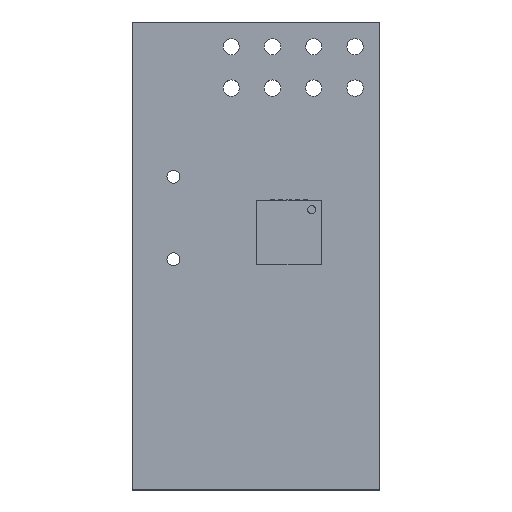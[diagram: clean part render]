
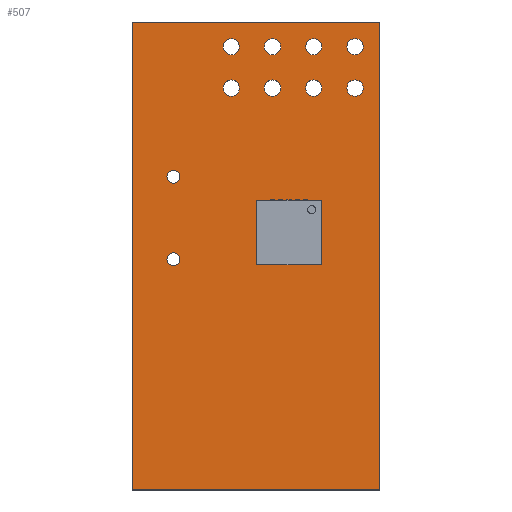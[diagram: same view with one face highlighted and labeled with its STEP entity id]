
A CAD part, top view. The second image highlights one B-rep face of the part: STEP entity #507.
In plain terms, the highlighted planar face has unit normal (0, 0, 1).
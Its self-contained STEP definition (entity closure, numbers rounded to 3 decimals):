
#58 = VERTEX_POINT('',#59);
#59 = CARTESIAN_POINT('',(119.634,-103.353,0.));
#76 = VERTEX_POINT('',#77);
#77 = CARTESIAN_POINT('',(119.634,-74.549,0.));
#83 = EDGE_CURVE('',#58,#76,#84,.T.);
#84 = LINE('',#85,#86);
#85 = CARTESIAN_POINT('',(119.634,-103.353,0.));
#86 = VECTOR('',#87,1.);
#87 = DIRECTION('',(0.,1.,0.));
#98 = VERTEX_POINT('',#99);
#99 = CARTESIAN_POINT('',(134.874,-103.353,0.));
#114 = EDGE_CURVE('',#98,#58,#115,.T.);
#115 = LINE('',#116,#117);
#116 = CARTESIAN_POINT('',(134.874,-103.353,0.));
#117 = VECTOR('',#118,1.);
#118 = DIRECTION('',(-1.,0.,0.));
#138 = VERTEX_POINT('',#139);
#139 = CARTESIAN_POINT('',(134.874,-74.549,0.));
#145 = EDGE_CURVE('',#76,#138,#146,.T.);
#146 = LINE('',#147,#148);
#147 = CARTESIAN_POINT('',(119.634,-74.549,0.));
#148 = VECTOR('',#149,1.);
#149 = DIRECTION('',(1.,0.,0.));
#167 = EDGE_CURVE('',#138,#98,#168,.T.);
#168 = LINE('',#169,#170);
#169 = CARTESIAN_POINT('',(134.874,-74.549,0.));
#170 = VECTOR('',#171,1.);
#171 = DIRECTION('',(0.,-1.,0.));
#182 = VERTEX_POINT('',#183);
#183 = CARTESIAN_POINT('',(126.23,-78.613,0.));
#199 = EDGE_CURVE('',#182,#182,#200,.T.);
#200 = CIRCLE('',#201,0.5);
#201 = AXIS2_PLACEMENT_3D('',#202,#203,#204);
#202 = CARTESIAN_POINT('',(125.73,-78.613,0.));
#203 = DIRECTION('',(0.,0.,1.));
#204 = DIRECTION('',(1.,0.,-0.));
#215 = VERTEX_POINT('',#216);
#216 = CARTESIAN_POINT('',(126.23,-76.073,0.));
#232 = EDGE_CURVE('',#215,#215,#233,.T.);
#233 = CIRCLE('',#234,0.5);
#234 = AXIS2_PLACEMENT_3D('',#235,#236,#237);
#235 = CARTESIAN_POINT('',(125.73,-76.073,0.));
#236 = DIRECTION('',(0.,0.,1.));
#237 = DIRECTION('',(1.,0.,-0.));
#248 = VERTEX_POINT('',#249);
#249 = CARTESIAN_POINT('',(128.77,-76.073,0.));
#265 = EDGE_CURVE('',#248,#248,#266,.T.);
#266 = CIRCLE('',#267,0.5);
#267 = AXIS2_PLACEMENT_3D('',#268,#269,#270);
#268 = CARTESIAN_POINT('',(128.27,-76.073,0.));
#269 = DIRECTION('',(0.,0.,1.));
#270 = DIRECTION('',(1.,0.,-0.));
#281 = VERTEX_POINT('',#282);
#282 = CARTESIAN_POINT('',(128.77,-78.613,0.));
#298 = EDGE_CURVE('',#281,#281,#299,.T.);
#299 = CIRCLE('',#300,0.5);
#300 = AXIS2_PLACEMENT_3D('',#301,#302,#303);
#301 = CARTESIAN_POINT('',(128.27,-78.613,0.));
#302 = DIRECTION('',(0.,0.,1.));
#303 = DIRECTION('',(1.,0.,-0.));
#314 = VERTEX_POINT('',#315);
#315 = CARTESIAN_POINT('',(122.574,-89.154,0.));
#331 = EDGE_CURVE('',#314,#314,#332,.T.);
#332 = CIRCLE('',#333,0.4);
#333 = AXIS2_PLACEMENT_3D('',#334,#335,#336);
#334 = CARTESIAN_POINT('',(122.174,-89.154,0.));
#335 = DIRECTION('',(0.,0.,1.));
#336 = DIRECTION('',(1.,0.,-0.));
#347 = VERTEX_POINT('',#348);
#348 = CARTESIAN_POINT('',(122.574,-84.074,0.));
#364 = EDGE_CURVE('',#347,#347,#365,.T.);
#365 = CIRCLE('',#366,0.4);
#366 = AXIS2_PLACEMENT_3D('',#367,#368,#369);
#367 = CARTESIAN_POINT('',(122.174,-84.074,0.));
#368 = DIRECTION('',(0.,0.,1.));
#369 = DIRECTION('',(1.,0.,-0.));
#380 = VERTEX_POINT('',#381);
#381 = CARTESIAN_POINT('',(133.85,-78.613,0.));
#397 = EDGE_CURVE('',#380,#380,#398,.T.);
#398 = CIRCLE('',#399,0.5);
#399 = AXIS2_PLACEMENT_3D('',#400,#401,#402);
#400 = CARTESIAN_POINT('',(133.35,-78.613,0.));
#401 = DIRECTION('',(0.,0.,1.));
#402 = DIRECTION('',(1.,0.,-0.));
#413 = VERTEX_POINT('',#414);
#414 = CARTESIAN_POINT('',(131.31,-78.613,0.));
#430 = EDGE_CURVE('',#413,#413,#431,.T.);
#431 = CIRCLE('',#432,0.5);
#432 = AXIS2_PLACEMENT_3D('',#433,#434,#435);
#433 = CARTESIAN_POINT('',(130.81,-78.613,0.));
#434 = DIRECTION('',(0.,0.,1.));
#435 = DIRECTION('',(1.,0.,-0.));
#446 = VERTEX_POINT('',#447);
#447 = CARTESIAN_POINT('',(131.31,-76.073,0.));
#463 = EDGE_CURVE('',#446,#446,#464,.T.);
#464 = CIRCLE('',#465,0.5);
#465 = AXIS2_PLACEMENT_3D('',#466,#467,#468);
#466 = CARTESIAN_POINT('',(130.81,-76.073,0.));
#467 = DIRECTION('',(0.,0.,1.));
#468 = DIRECTION('',(1.,0.,-0.));
#479 = VERTEX_POINT('',#480);
#480 = CARTESIAN_POINT('',(133.85,-76.073,0.));
#496 = EDGE_CURVE('',#479,#479,#497,.T.);
#497 = CIRCLE('',#498,0.5);
#498 = AXIS2_PLACEMENT_3D('',#499,#500,#501);
#499 = CARTESIAN_POINT('',(133.35,-76.073,0.));
#500 = DIRECTION('',(0.,0.,1.));
#501 = DIRECTION('',(1.,0.,-0.));
#507 = ADVANCED_FACE('',(#508,#514,#517,#520,#523,#526,#529,#532,#535,
    #538,#541),#544,.F.);
#508 = FACE_BOUND('',#509,.F.);
#509 = EDGE_LOOP('',(#510,#511,#512,#513));
#510 = ORIENTED_EDGE('',*,*,#83,.T.);
#511 = ORIENTED_EDGE('',*,*,#145,.T.);
#512 = ORIENTED_EDGE('',*,*,#167,.T.);
#513 = ORIENTED_EDGE('',*,*,#114,.T.);
#514 = FACE_BOUND('',#515,.F.);
#515 = EDGE_LOOP('',(#516));
#516 = ORIENTED_EDGE('',*,*,#199,.T.);
#517 = FACE_BOUND('',#518,.F.);
#518 = EDGE_LOOP('',(#519));
#519 = ORIENTED_EDGE('',*,*,#232,.T.);
#520 = FACE_BOUND('',#521,.F.);
#521 = EDGE_LOOP('',(#522));
#522 = ORIENTED_EDGE('',*,*,#265,.T.);
#523 = FACE_BOUND('',#524,.F.);
#524 = EDGE_LOOP('',(#525));
#525 = ORIENTED_EDGE('',*,*,#298,.T.);
#526 = FACE_BOUND('',#527,.F.);
#527 = EDGE_LOOP('',(#528));
#528 = ORIENTED_EDGE('',*,*,#331,.T.);
#529 = FACE_BOUND('',#530,.F.);
#530 = EDGE_LOOP('',(#531));
#531 = ORIENTED_EDGE('',*,*,#364,.T.);
#532 = FACE_BOUND('',#533,.F.);
#533 = EDGE_LOOP('',(#534));
#534 = ORIENTED_EDGE('',*,*,#397,.T.);
#535 = FACE_BOUND('',#536,.F.);
#536 = EDGE_LOOP('',(#537));
#537 = ORIENTED_EDGE('',*,*,#430,.T.);
#538 = FACE_BOUND('',#539,.F.);
#539 = EDGE_LOOP('',(#540));
#540 = ORIENTED_EDGE('',*,*,#463,.T.);
#541 = FACE_BOUND('',#542,.F.);
#542 = EDGE_LOOP('',(#543));
#543 = ORIENTED_EDGE('',*,*,#496,.T.);
#544 = PLANE('',#545);
#545 = AXIS2_PLACEMENT_3D('',#546,#547,#548);
#546 = CARTESIAN_POINT('',(127.254,-88.951,0.));
#547 = DIRECTION('',(-0.,-0.,-1.));
#548 = DIRECTION('',(-1.,0.,0.));
